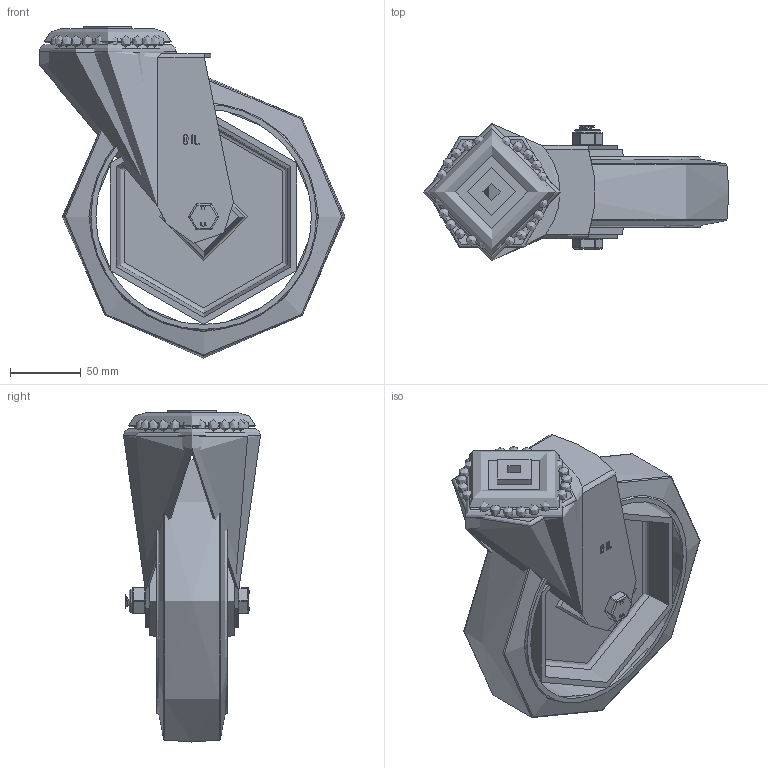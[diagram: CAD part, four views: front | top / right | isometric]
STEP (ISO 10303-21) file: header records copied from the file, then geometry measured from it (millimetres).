
FILE_DESCRIPTION(/* description */ (''),/* implementation_level */ '2;1');
FILE_NAME(/* name */ 'BZMM200SRNBBH12.step',/* time_stamp */ '2024-10-22T15:32:15+01:00',/* author */ (''),/* organization */ (''),/* preprocessor_version */ 'ST-DEVELOPER v20',/* originating_system */ 'Autodesk Translation Framework v13.20.0.188',/* authorisation */ '');
FILE_SCHEMA (('AUTOMOTIVE_DESIGN { 1 0 10303 214 3 1 1 }'));
Length unit declared in the file: millimetre
Products named in the file (24): BZMM200SRNBBH12; BZMM200ASBH12 v1; ZINC PLATED, PRESSED STEEL HEAD; ZINC PLATED, PRESSED STEEL HEAD Geometry; BALL BEARINGS; BALL BEARINGS2; Component2; Component1; ZINC PLATED, PRESSED STEEL FORKS; BZH200WSRNRB v1; 65 SHORE A ELASTIC RUBBER; NYLON RIM; ROLLER BEARING; CAGE; Pattern; Component1 (1); TUBEM20X60 v1; ZINC PLATED STEEL TUBE; HEXBOLTM12X80Z8.8 v2; GRADE 8.8 ZINC PLATED BOLT; NYLOCM12Z v1; NYLOC NUT; NUT; RUBBER
Assembly tree (73 placements, depth 6):
  BZMM200SRNBBH12
    BZMM200ASBH12 v1
      ZINC PLATED, PRESSED STEEL HEAD
        ZINC PLATED, PRESSED STEEL HEAD Geometry
        BALL BEARINGS
          Component1  x25
          BALL BEARINGS2
            Component2  x20
      ZINC PLATED, PRESSED STEEL FORKS
    BZH200WSRNRB v1
      65 SHORE A ELASTIC RUBBER
      NYLON RIM
      ROLLER BEARING
        CAGE
        Pattern
          Component1 (1)  x8
    TUBEM20X60 v1
      ZINC PLATED STEEL TUBE
    HEXBOLTM12X80Z8.8 v2
      GRADE 8.8 ZINC PLATED BOLT
    NYLOCM12Z v1
      NYLOC NUT
        NUT
        RUBBER
Bounding box: 216.5 x 97 x 235 mm (x, y, z)
Volume: 1134354 mm3; surface area: 282440.3 mm2
Topology: 62 solids, 62 shells, 451 faces, 1124 edges, 717 vertices
Faces by surface type: plane 176, cylinder 129, sphere 63, bspline 51, torus 19, cone 13
Full cylindrical faces by diameter (mm): 5 x8, 9.836 x18, 11.834 x18, 12 x3, 12.2 x1, 12.3 x2, 12.5 x1, 14 x2, 18 x1, 18.5 x1, 19.9 x1, 20 x1, 24 x1, 30 x1, 30.2 x1, 34 x1, 39 x1, 51 x1, 58 x1, 63 x1, 91 x1, 97 x1, 152.5 x2
Entity records: 18719 total; most frequent: CARTESIAN_POINT 8713, ORIENTED_EDGE 1940, DIRECTION 1931, EDGE_CURVE 970, AXIS2_PLACEMENT_3D 725, VERTEX_POINT 617, LINE 481, VECTOR 481
